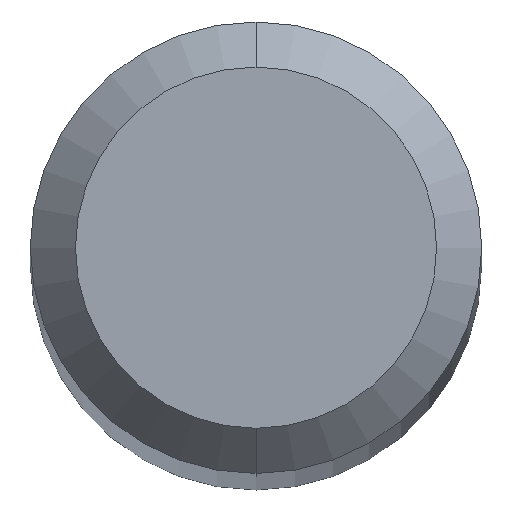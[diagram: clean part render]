
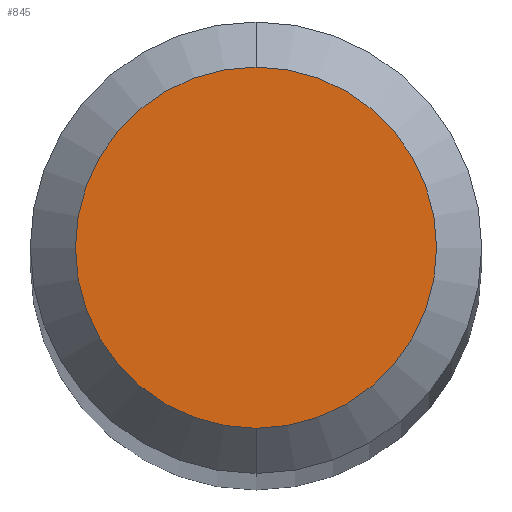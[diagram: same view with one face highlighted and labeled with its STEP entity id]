
A CAD part, top view. The second image highlights one B-rep face of the part: STEP entity #845.
In plain terms, the highlighted planar face has unit normal (0, 0, 1).
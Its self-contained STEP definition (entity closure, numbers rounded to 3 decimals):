
#689=VERTEX_POINT('',#1434);
#845=ADVANCED_FACE('',(#1607),#1608,.T.);
#851=EDGE_CURVE('',#689,#1057,#1614,.T.);
#977=EDGE_CURVE('',#1057,#689,#1745,.T.);
#1057=VERTEX_POINT('',#1832);
#1434=CARTESIAN_POINT('',(0.0,1.2,0.0));
#1607=FACE_OUTER_BOUND('',#4982,.T.);
#1608=PLANE('',#4983);
#1614=CIRCLE('',#4992,1.2);
#1745=CIRCLE('',#5566,1.2);
#1832=CARTESIAN_POINT('',(0.,-1.2,0.0));
#4982=EDGE_LOOP('',(#6753,#6754));
#4983=AXIS2_PLACEMENT_3D('',#6755,#6756,#6757);
#4992=AXIS2_PLACEMENT_3D('',#6759,#6760,#6761);
#5566=AXIS2_PLACEMENT_3D('',#6835,#6836,#6837);
#6753=ORIENTED_EDGE('',*,*,#851,.F.);
#6754=ORIENTED_EDGE('',*,*,#977,.F.);
#6755=CARTESIAN_POINT('',(0.0,0.6,0.0));
#6756=DIRECTION('',(-0.0,0.0,1.0));
#6757=DIRECTION('',(0.0,-1.0,0.0));
#6759=CARTESIAN_POINT('',(0.0,0.0,0.0));
#6760=DIRECTION('',(0.0,0.0,-1.0));
#6761=DIRECTION('',(0.0,1.0,0.0));
#6835=CARTESIAN_POINT('',(0.0,0.0,0.0));
#6836=DIRECTION('',(0.0,0.0,-1.0));
#6837=DIRECTION('',(0.0,1.0,0.0));
